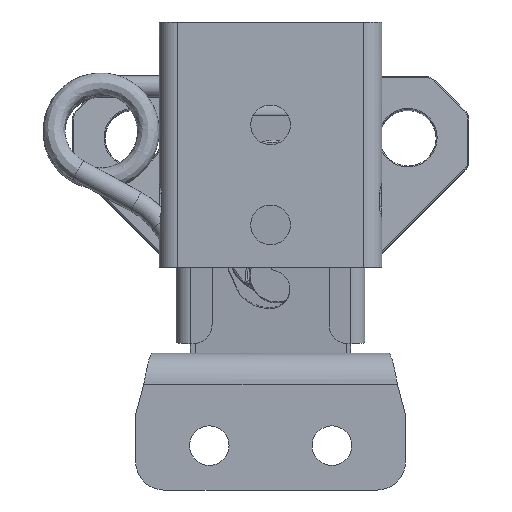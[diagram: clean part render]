
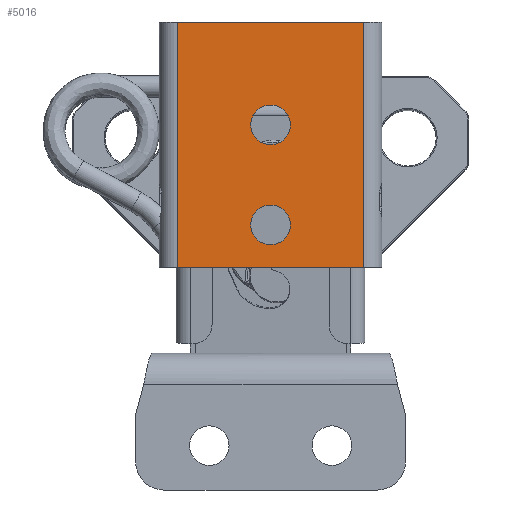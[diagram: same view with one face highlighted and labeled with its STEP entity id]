
A CAD part, front view. The second image highlights one B-rep face of the part: STEP entity #5016.
In plain terms, the highlighted planar face has unit normal (0, -1, 0).
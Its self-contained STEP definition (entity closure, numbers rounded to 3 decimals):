
#52 = FACE_OUTER_BOUND ( 'NONE', #8150, .T. ) ;
#210 = CARTESIAN_POINT ( 'NONE',  ( 9.863, 0., 0. ) ) ;
#542 = CARTESIAN_POINT ( 'NONE',  ( 0., 0., -8.8 ) ) ;
#794 = LINE ( 'NONE', #14269, #6557 ) ;
#1112 = ORIENTED_EDGE ( 'NONE', *, *, #3490, .F. ) ;
#1436 = AXIS2_PLACEMENT_3D ( 'NONE', #2495, #3630, #11687 ) ;
#2495 = CARTESIAN_POINT ( 'NONE',  ( 0., 0., -21.5 ) ) ;
#2593 = VERTEX_POINT ( 'NONE', #6832 ) ;
#2699 = DIRECTION ( 'NONE',  ( 0., 1., 0. ) ) ;
#2741 = CIRCLE ( 'NONE', #1436, 2.1 ) ;
#2871 = DIRECTION ( 'NONE',  ( 0., 0., 1. ) ) ;
#2898 = CARTESIAN_POINT ( 'NONE',  ( 0., 0., -10.9 ) ) ;
#2958 = VERTEX_POINT ( 'NONE', #8432 ) ;
#3060 = EDGE_CURVE ( 'NONE', #8411, #13891, #4785, .T. ) ;
#3225 = AXIS2_PLACEMENT_3D ( 'NONE', #2898, #2699, #3931 ) ;
#3490 = EDGE_CURVE ( 'NONE', #6922, #2958, #12862, .T. ) ;
#3630 = DIRECTION ( 'NONE',  ( 0., 1., 0. ) ) ;
#3689 = EDGE_CURVE ( 'NONE', #3874, #6699, #794, .T. ) ;
#3874 = VERTEX_POINT ( 'NONE', #14525 ) ;
#3931 = DIRECTION ( 'NONE',  ( 0., 0., 1. ) ) ;
#3986 = DIRECTION ( 'NONE',  ( 0., 1., 0. ) ) ;
#4104 = CARTESIAN_POINT ( 'NONE',  ( 0., 0., -21.5 ) ) ;
#4546 = ORIENTED_EDGE ( 'NONE', *, *, #3689, .T. ) ;
#4785 = CIRCLE ( 'NONE', #3225, 2.1 ) ;
#4952 = EDGE_CURVE ( 'NONE', #2593, #5283, #2741, .T. ) ;
#5016 = ADVANCED_FACE ( 'NONE', ( #8504, #6330, #52 ), #12992, .T. ) ;
#5138 = CARTESIAN_POINT ( 'NONE',  ( 0., 0., -26. ) ) ;
#5283 = VERTEX_POINT ( 'NONE', #10050 ) ;
#6330 = FACE_BOUND ( 'NONE', #14646, .T. ) ;
#6557 = VECTOR ( 'NONE', #10907, 1000. ) ;
#6699 = VERTEX_POINT ( 'NONE', #210 ) ;
#6832 = CARTESIAN_POINT ( 'NONE',  ( 0., 0., -19.4 ) ) ;
#6922 = VERTEX_POINT ( 'NONE', #13185 ) ;
#7580 = ORIENTED_EDGE ( 'NONE', *, *, #11726, .F. ) ;
#8030 = DIRECTION ( 'NONE',  ( 0., 0., 1. ) ) ;
#8150 = EDGE_LOOP ( 'NONE', ( #7580, #4546, #8466, #1112 ) ) ;
#8216 = LINE ( 'NONE', #5138, #10358 ) ;
#8384 = CARTESIAN_POINT ( 'NONE',  ( 0., 0., 0. ) ) ;
#8411 = VERTEX_POINT ( 'NONE', #14887 ) ;
#8412 = DIRECTION ( 'NONE',  ( 0., 0., -1. ) ) ;
#8432 = CARTESIAN_POINT ( 'NONE',  ( -9.863, 0., 0. ) ) ;
#8466 = ORIENTED_EDGE ( 'NONE', *, *, #9433, .F. ) ;
#8504 = FACE_BOUND ( 'NONE', #12270, .T. ) ;
#8653 = ORIENTED_EDGE ( 'NONE', *, *, #3060, .T. ) ;
#9264 = ORIENTED_EDGE ( 'NONE', *, *, #4952, .T. ) ;
#9433 = EDGE_CURVE ( 'NONE', #2958, #6699, #12391, .T. ) ;
#9594 = AXIS2_PLACEMENT_3D ( 'NONE', #10877, #3986, #13204 ) ;
#9630 = DIRECTION ( 'NONE',  ( 1., 0., 0. ) ) ;
#9791 = VECTOR ( 'NONE', #8030, 1000. ) ;
#10050 = CARTESIAN_POINT ( 'NONE',  ( 0., 0., -23.6 ) ) ;
#10358 = VECTOR ( 'NONE', #14390, 1000. ) ;
#10877 = CARTESIAN_POINT ( 'NONE',  ( 0., 0., -10.9 ) ) ;
#10907 = DIRECTION ( 'NONE',  ( 0., 0., 1. ) ) ;
#10921 = EDGE_CURVE ( 'NONE', #13891, #8411, #11651, .T. ) ;
#11651 = CIRCLE ( 'NONE', #9594, 2.1 ) ;
#11687 = DIRECTION ( 'NONE',  ( 0., 0., 1. ) ) ;
#11726 = EDGE_CURVE ( 'NONE', #3874, #6922, #8216, .T. ) ;
#11868 = VECTOR ( 'NONE', #9630, 1000. ) ;
#12170 = DIRECTION ( 'NONE',  ( 0., 1., 0. ) ) ;
#12270 = EDGE_LOOP ( 'NONE', ( #13212, #8653 ) ) ;
#12391 = LINE ( 'NONE', #8384, #11868 ) ;
#12639 = CARTESIAN_POINT ( 'NONE',  ( -9.863, 0., -26. ) ) ;
#12862 = LINE ( 'NONE', #12639, #9791 ) ;
#12897 = DIRECTION ( 'NONE',  ( 0., -1., 0. ) ) ;
#12992 = PLANE ( 'NONE',  #14574 ) ;
#13185 = CARTESIAN_POINT ( 'NONE',  ( -9.863, 0., -26. ) ) ;
#13200 = CIRCLE ( 'NONE', #13406, 2.1 ) ;
#13204 = DIRECTION ( 'NONE',  ( 0., 0., 1. ) ) ;
#13212 = ORIENTED_EDGE ( 'NONE', *, *, #10921, .T. ) ;
#13298 = EDGE_CURVE ( 'NONE', #5283, #2593, #13200, .T. ) ;
#13406 = AXIS2_PLACEMENT_3D ( 'NONE', #4104, #12170, #2871 ) ;
#13891 = VERTEX_POINT ( 'NONE', #542 ) ;
#14222 = CARTESIAN_POINT ( 'NONE',  ( 0., 0., -26. ) ) ;
#14269 = CARTESIAN_POINT ( 'NONE',  ( 9.863, 0., -26. ) ) ;
#14390 = DIRECTION ( 'NONE',  ( -1., 0., 0. ) ) ;
#14525 = CARTESIAN_POINT ( 'NONE',  ( 9.863, 0., -26. ) ) ;
#14574 = AXIS2_PLACEMENT_3D ( 'NONE', #14222, #12897, #8412 ) ;
#14646 = EDGE_LOOP ( 'NONE', ( #9264, #14806 ) ) ;
#14806 = ORIENTED_EDGE ( 'NONE', *, *, #13298, .T. ) ;
#14887 = CARTESIAN_POINT ( 'NONE',  ( 0., 0., -13. ) ) ;
